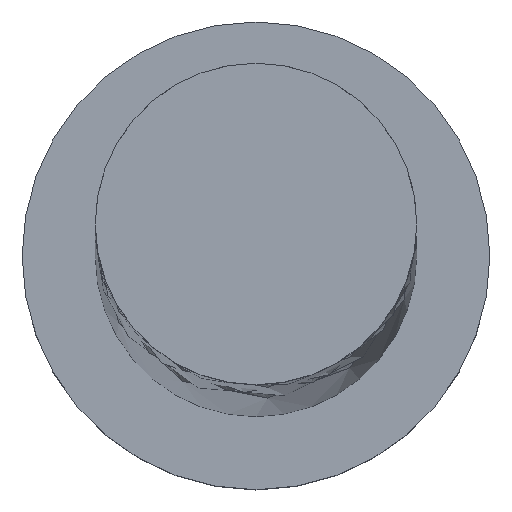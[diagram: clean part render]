
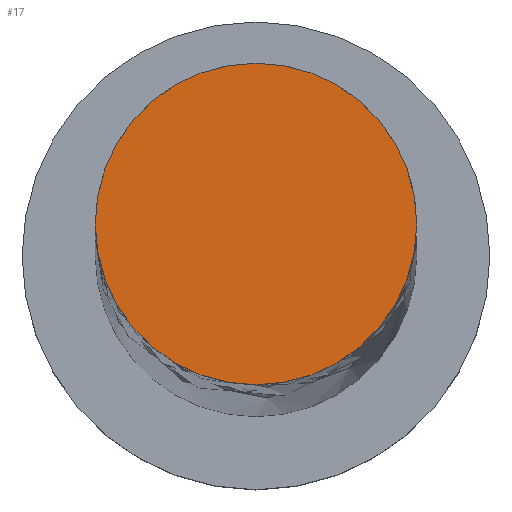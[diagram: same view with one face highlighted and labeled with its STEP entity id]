
A CAD part, top view. The second image highlights one B-rep face of the part: STEP entity #17.
In plain terms, the highlighted planar face has unit normal (0, 0, 1).
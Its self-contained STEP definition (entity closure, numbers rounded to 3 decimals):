
#17 = ADVANCED_FACE ( 'NONE', ( #147 ), #1557, .T. ) ;
#147 = FACE_OUTER_BOUND ( 'NONE', #1874, .T. ) ;
#159 = VERTEX_POINT ( 'NONE', #1887 ) ;
#226 = DIRECTION ( 'NONE',  ( 0., 0., 1. ) ) ;
#300 = ORIENTED_EDGE ( 'NONE', *, *, #1007, .T. ) ;
#322 = AXIS2_PLACEMENT_3D ( 'NONE', #1978, #226, #849 ) ;
#362 = ORIENTED_EDGE ( 'NONE', *, *, #1105, .T. ) ;
#377 = DIRECTION ( 'NONE',  ( 0., 0., 1. ) ) ;
#423 = CARTESIAN_POINT ( 'NONE',  ( 0., 0., 630. ) ) ;
#454 = CARTESIAN_POINT ( 'NONE',  ( -5.5, 0., 630. ) ) ;
#591 = AXIS2_PLACEMENT_3D ( 'NONE', #1976, #377, #1322 ) ;
#629 = AXIS2_PLACEMENT_3D ( 'NONE', #423, #1257, #2036 ) ;
#795 = CIRCLE ( 'NONE', #322, 5.5 ) ;
#849 = DIRECTION ( 'NONE',  ( 1., 0., 0. ) ) ;
#1007 = EDGE_CURVE ( 'NONE', #1413, #159, #795, .T. ) ;
#1093 = CIRCLE ( 'NONE', #591, 5.5 ) ;
#1105 = EDGE_CURVE ( 'NONE', #159, #1413, #1093, .T. ) ;
#1257 = DIRECTION ( 'NONE',  ( 0., 0., 1. ) ) ;
#1322 = DIRECTION ( 'NONE',  ( 1., 0., 0. ) ) ;
#1413 = VERTEX_POINT ( 'NONE', #454 ) ;
#1557 = PLANE ( 'NONE',  #629 ) ;
#1874 = EDGE_LOOP ( 'NONE', ( #300, #362 ) ) ;
#1887 = CARTESIAN_POINT ( 'NONE',  ( 5.5, 0., 630. ) ) ;
#1976 = CARTESIAN_POINT ( 'NONE',  ( 0., 0., 630. ) ) ;
#1978 = CARTESIAN_POINT ( 'NONE',  ( 0., 0., 630. ) ) ;
#2036 = DIRECTION ( 'NONE',  ( 1., 0., 0. ) ) ;
